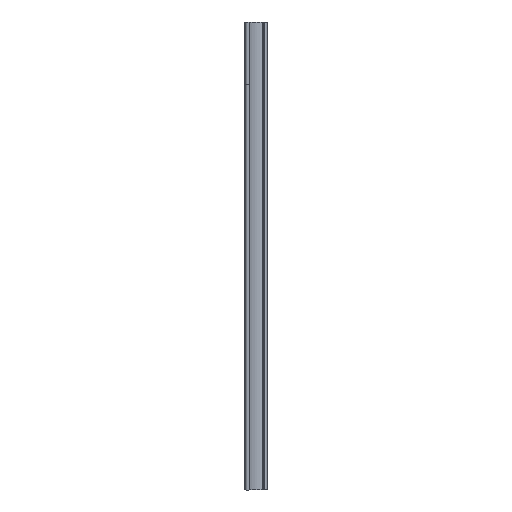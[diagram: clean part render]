
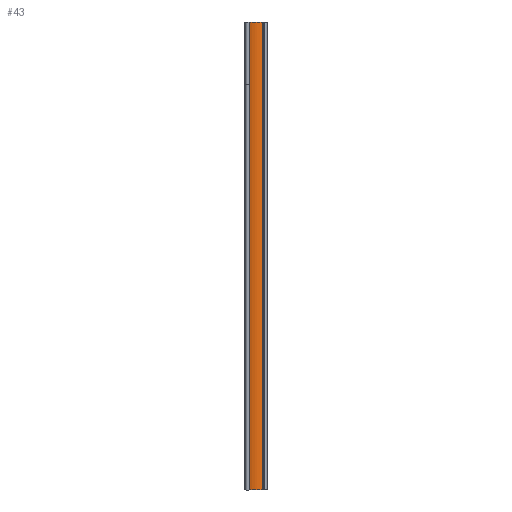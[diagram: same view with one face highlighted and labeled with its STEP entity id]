
A CAD part, front view. The second image highlights one B-rep face of the part: STEP entity #43.
In plain terms, the highlighted cylindrical face has radius 60 mm (diameter 120 mm), a partial arc.
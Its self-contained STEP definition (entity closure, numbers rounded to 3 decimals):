
#29 = DIRECTION ( 'NONE',  ( 0., 0., 1. ) ) ;
#43 = ADVANCED_FACE ( 'NONE', ( #1998 ), #1658, .T. ) ;
#142 = EDGE_CURVE ( 'NONE', #3602, #979, #2979, .T. ) ;
#186 = CARTESIAN_POINT ( 'NONE',  ( -20.723, -56.308, 222. ) ) ;
#325 = CARTESIAN_POINT ( 'NONE',  ( 20.723, -56.308, 22. ) ) ;
#445 = VERTEX_POINT ( 'NONE', #186 ) ;
#449 = CARTESIAN_POINT ( 'NONE',  ( -20.723, -56.308, -1278. ) ) ;
#524 = DIRECTION ( 'NONE',  ( 0., 0., 1. ) ) ;
#550 = DIRECTION ( 'NONE',  ( 0., 0., -1. ) ) ;
#613 = CARTESIAN_POINT ( 'NONE',  ( 0., 0., 22. ) ) ;
#669 = DIRECTION ( 'NONE',  ( 0., 0., -1. ) ) ;
#774 = EDGE_LOOP ( 'NONE', ( #1075, #3368, #3840, #2450, #1142 ) ) ;
#839 = CARTESIAN_POINT ( 'NONE',  ( -20.723, -56.308, 22. ) ) ;
#948 = DIRECTION ( 'NONE',  ( -1., 0., 0. ) ) ;
#979 = VERTEX_POINT ( 'NONE', #3514 ) ;
#1075 = ORIENTED_EDGE ( 'NONE', *, *, #3279, .T. ) ;
#1142 = ORIENTED_EDGE ( 'NONE', *, *, #1281, .T. ) ;
#1281 = EDGE_CURVE ( 'NONE', #1593, #1493, #3870, .T. ) ;
#1493 = VERTEX_POINT ( 'NONE', #1691 ) ;
#1593 = VERTEX_POINT ( 'NONE', #2999 ) ;
#1658 = CYLINDRICAL_SURFACE ( 'NONE', #1816, 60. ) ;
#1691 = CARTESIAN_POINT ( 'NONE',  ( 20.723, -56.308, 222. ) ) ;
#1703 = LINE ( 'NONE', #839, #3327 ) ;
#1816 = AXIS2_PLACEMENT_3D ( 'NONE', #613, #2404, #3979 ) ;
#1996 = CIRCLE ( 'NONE', #3501, 60. ) ;
#1998 = FACE_OUTER_BOUND ( 'NONE', #774, .T. ) ;
#2147 = CARTESIAN_POINT ( 'NONE',  ( 0., 0., 222. ) ) ;
#2207 = CARTESIAN_POINT ( 'NONE',  ( 0., 0., -1278. ) ) ;
#2404 = DIRECTION ( 'NONE',  ( 0., 0., 1. ) ) ;
#2450 = ORIENTED_EDGE ( 'NONE', *, *, #3347, .F. ) ;
#2589 = VECTOR ( 'NONE', #3683, 1000. ) ;
#2759 = CIRCLE ( 'NONE', #3289, 60. ) ;
#2979 = LINE ( 'NONE', #3119, #3980 ) ;
#2999 = CARTESIAN_POINT ( 'NONE',  ( 20.723, -56.308, -1278. ) ) ;
#3106 = EDGE_CURVE ( 'NONE', #979, #445, #1703, .T. ) ;
#3119 = CARTESIAN_POINT ( 'NONE',  ( -20.723, -56.308, -778. ) ) ;
#3279 = EDGE_CURVE ( 'NONE', #1493, #445, #2759, .T. ) ;
#3289 = AXIS2_PLACEMENT_3D ( 'NONE', #2147, #550, #3657 ) ;
#3327 = VECTOR ( 'NONE', #524, 1000. ) ;
#3347 = EDGE_CURVE ( 'NONE', #1593, #3602, #1996, .T. ) ;
#3368 = ORIENTED_EDGE ( 'NONE', *, *, #3106, .F. ) ;
#3501 = AXIS2_PLACEMENT_3D ( 'NONE', #2207, #669, #948 ) ;
#3514 = CARTESIAN_POINT ( 'NONE',  ( -20.723, -56.308, 22. ) ) ;
#3602 = VERTEX_POINT ( 'NONE', #449 ) ;
#3657 = DIRECTION ( 'NONE',  ( -1., 0., 0. ) ) ;
#3683 = DIRECTION ( 'NONE',  ( 0., 0., 1. ) ) ;
#3840 = ORIENTED_EDGE ( 'NONE', *, *, #142, .F. ) ;
#3870 = LINE ( 'NONE', #325, #2589 ) ;
#3979 = DIRECTION ( 'NONE',  ( 1., 0., 0. ) ) ;
#3980 = VECTOR ( 'NONE', #29, 1000. ) ;
